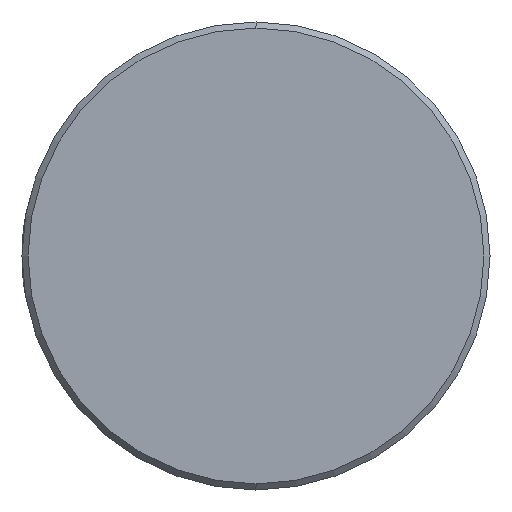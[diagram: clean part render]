
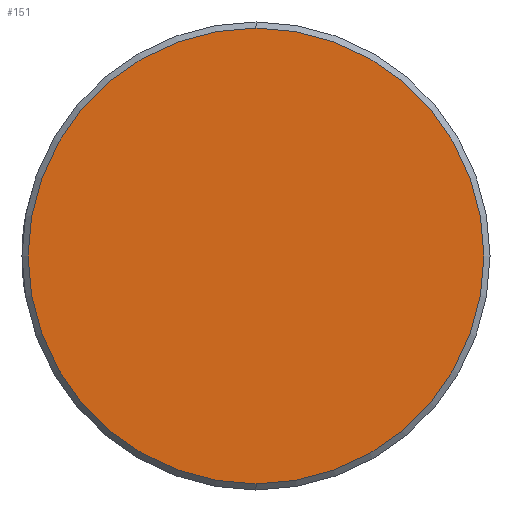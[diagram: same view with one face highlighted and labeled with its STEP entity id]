
A CAD part, left-side view. The second image highlights one B-rep face of the part: STEP entity #151.
In plain terms, the highlighted planar face has unit normal (-1, 0, 0).
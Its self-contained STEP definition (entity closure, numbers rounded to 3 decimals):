
#24 = DIRECTION ( 'NONE',  ( -1., 0., 0. ) ) ;
#79 = CARTESIAN_POINT ( 'NONE',  ( -5., 0., 0. ) ) ;
#93 = ORIENTED_EDGE ( 'NONE', *, *, #1250, .T. ) ;
#151 = ADVANCED_FACE ( 'NONE', ( #1322 ), #1197, .T. ) ;
#154 = AXIS2_PLACEMENT_3D ( 'NONE', #651, #24, #750 ) ;
#240 = CARTESIAN_POINT ( 'NONE',  ( -5., 0., 0. ) ) ;
#303 = EDGE_CURVE ( 'NONE', #439, #587, #1198, .T. ) ;
#348 = DIRECTION ( 'NONE',  ( 0., 0., 1. ) ) ;
#390 = AXIS2_PLACEMENT_3D ( 'NONE', #240, #944, #348 ) ;
#392 = CIRCLE ( 'NONE', #390, 11.2 ) ;
#439 = VERTEX_POINT ( 'NONE', #886 ) ;
#514 = CARTESIAN_POINT ( 'NONE',  ( -5., 0., -11.2 ) ) ;
#587 = VERTEX_POINT ( 'NONE', #514 ) ;
#651 = CARTESIAN_POINT ( 'NONE',  ( -5., 0., 0. ) ) ;
#717 = AXIS2_PLACEMENT_3D ( 'NONE', #79, #851, #960 ) ;
#750 = DIRECTION ( 'NONE',  ( 0., 0., 1. ) ) ;
#851 = DIRECTION ( 'NONE',  ( -1., 0., 0. ) ) ;
#886 = CARTESIAN_POINT ( 'NONE',  ( -5., 0., 11.2 ) ) ;
#944 = DIRECTION ( 'NONE',  ( -1., 0., 0. ) ) ;
#960 = DIRECTION ( 'NONE',  ( 0., 0., 1. ) ) ;
#1115 = EDGE_LOOP ( 'NONE', ( #93, #1259 ) ) ;
#1197 = PLANE ( 'NONE',  #717 ) ;
#1198 = CIRCLE ( 'NONE', #154, 11.2 ) ;
#1250 = EDGE_CURVE ( 'NONE', #587, #439, #392, .T. ) ;
#1259 = ORIENTED_EDGE ( 'NONE', *, *, #303, .T. ) ;
#1322 = FACE_OUTER_BOUND ( 'NONE', #1115, .T. ) ;
